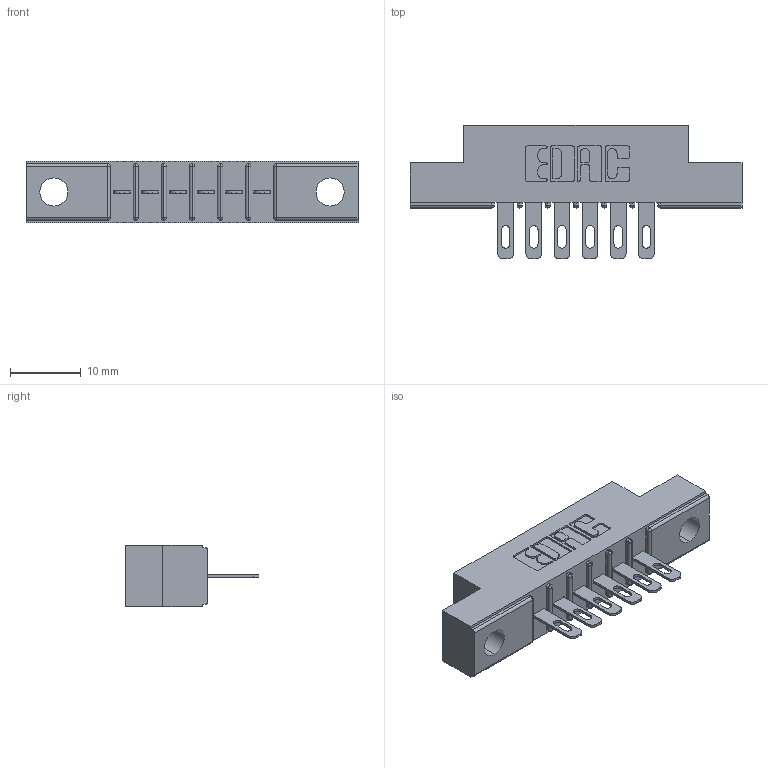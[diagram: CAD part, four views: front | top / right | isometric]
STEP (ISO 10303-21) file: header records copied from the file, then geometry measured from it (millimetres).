
FILE_DESCRIPTION (( 'STEP AP203' ), '1' );
FILE_NAME ('356-006-500-104.STEP', '2018-07-31T06:10:11', ( '' ), ( '' ), 'SwSTEP 2.0', 'SolidWorks 2016', '' );
FILE_SCHEMA (( 'CONFIG_CONTROL_DESIGN' ));
Length unit declared in the file: inch
Products named in the file (3): 306 Part_.156 Dia; 306-290-001_100; 356-006-500-104
Assembly tree (7 placements, depth 2):
  356-006-500-104
    306 Part_.156 Dia
    306-290-001_100  x6
Bounding box: 46.79 x 18.87 x 8.71 mm (x, y, z)
Volume: 3038.6 mm3; surface area: 3956.3 mm2
Topology: 7 solids, 7 shells, 586 faces, 1642 edges, 1060 vertices
Faces by surface type: plane 382, cylinder 180, sphere 24
Entity records: 10841 total; most frequent: CARTESIAN_POINT 1819, ORIENTED_EDGE 1796, DIRECTION 1790, EDGE_CURVE 898, VECTOR 688, LINE 688, VERTEX_POINT 580, AXIS2_PLACEMENT_3D 551
